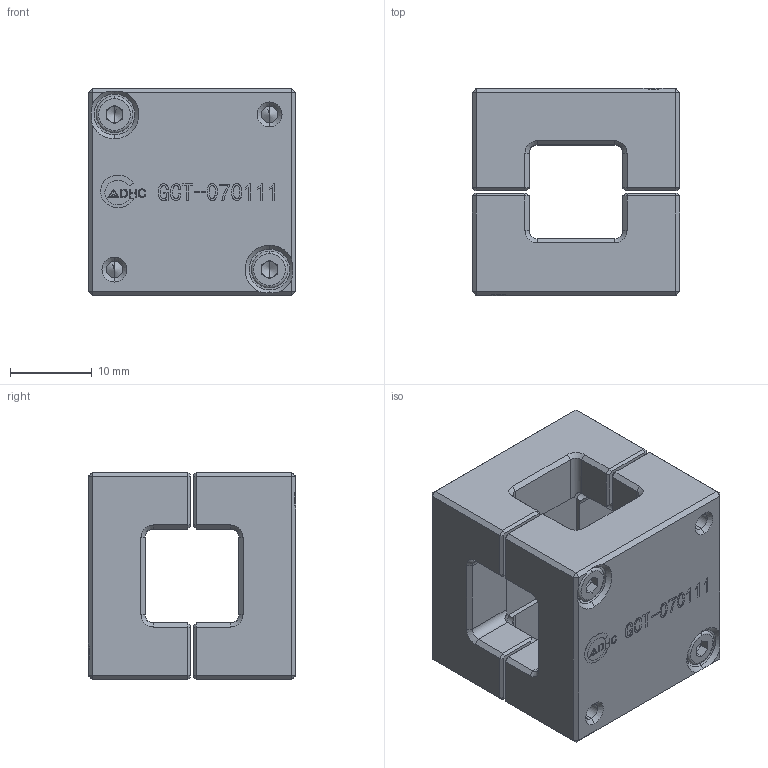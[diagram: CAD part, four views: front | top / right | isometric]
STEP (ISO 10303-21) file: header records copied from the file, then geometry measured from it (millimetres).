
FILE_DESCRIPTION (( 'STEP AP203' ), '1' );
FILE_NAME ('GCT-070111 俋倛芞.STEP', '2018-09-06T02:26:36', ( 'china' ), ( 'china' ), 'SwSTEP 2.0', 'SolidWorks 2015', '' );
FILE_SCHEMA (( 'CONFIG_CONTROL_DESIGN' ));
Length unit declared in the file: millimetre
Products named in the file (1): GCT-070111 俋倛芞
Bounding box: 25.4 x 25.4 x 25.4 mm (x, y, z)
Surface area: 5644.8 mm2 (no closed solid volume)
Topology: 0 solids, 12 shells, 450 faces, 1498 edges, 1036 vertices
Faces by surface type: plane 294, cylinder 70, cone 52, bspline 26, torus 8
Entity records: 20258 total; most frequent: CARTESIAN_POINT 7535, DIRECTION 2508, ORIENTED_EDGE 2448, EDGE_CURVE 1490, VERTEX_POINT 1036, VECTOR 978, LINE 978, AXIS2_PLACEMENT_3D 765
